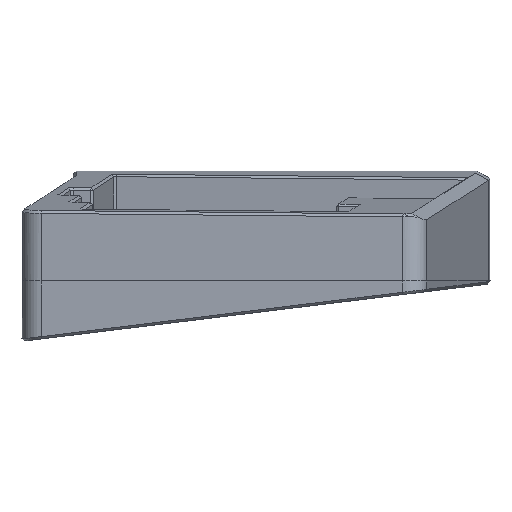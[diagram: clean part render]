
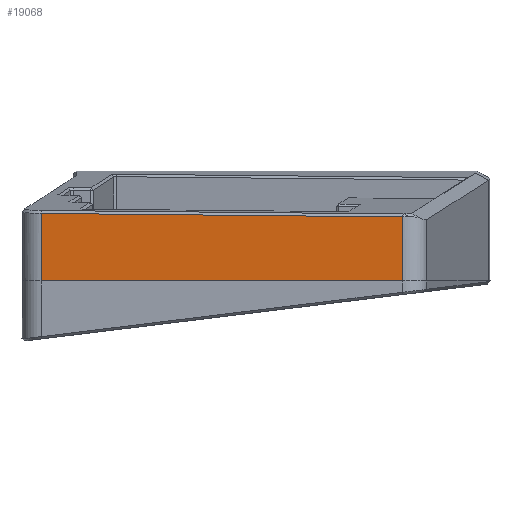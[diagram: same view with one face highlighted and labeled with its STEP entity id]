
A CAD part, left-side view. The second image highlights one B-rep face of the part: STEP entity #19068.
In plain terms, the highlighted planar face has unit normal (-0.993, 0.122, 0).
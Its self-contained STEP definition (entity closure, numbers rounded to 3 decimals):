
#624=LINE('',#28927,#2805);
#625=LINE('',#28929,#2806);
#626=LINE('',#28931,#2807);
#627=LINE('',#28933,#2808);
#2805=VECTOR('',#21905,10.);
#2806=VECTOR('',#21906,10.);
#2807=VECTOR('',#21907,10.);
#2808=VECTOR('',#21908,10.);
#4912=B_SPLINE_CURVE_WITH_KNOTS('',3,(#28934,#28935,#28936,#28937),
 .UNSPECIFIED.,.F.,.F.,(4,4),(-0.122,-0.121),
 .UNSPECIFIED.);
#5143=FACE_OUTER_BOUND('',#6184,.T.);
#6184=EDGE_LOOP('',(#12935,#12936,#12937,#12938,#12939));
#7887=VERTEX_POINT('',#28925);
#7888=VERTEX_POINT('',#28926);
#7889=VERTEX_POINT('',#28928);
#7890=VERTEX_POINT('',#28930);
#7891=VERTEX_POINT('',#28932);
#9851=EDGE_CURVE('',#7887,#7888,#624,.T.);
#9852=EDGE_CURVE('',#7889,#7887,#625,.T.);
#9853=EDGE_CURVE('',#7889,#7890,#626,.T.);
#9854=EDGE_CURVE('',#7890,#7891,#627,.T.);
#9855=EDGE_CURVE('',#7888,#7891,#4912,.T.);
#12935=ORIENTED_EDGE('',*,*,#9851,.F.);
#12936=ORIENTED_EDGE('',*,*,#9852,.F.);
#12937=ORIENTED_EDGE('',*,*,#9853,.T.);
#12938=ORIENTED_EDGE('',*,*,#9854,.T.);
#12939=ORIENTED_EDGE('',*,*,#9855,.F.);
#18368=PLANE('',#20134);
#19068=ADVANCED_FACE('',(#5143),#18368,.T.);
#20134=AXIS2_PLACEMENT_3D('',#28924,#21903,#21904);
#21903=DIRECTION('center_axis',(-0.993,0.122,0.));
#21904=DIRECTION('ref_axis',(-0.122,-0.993,0.));
#21905=DIRECTION('',(-0.122,-0.993,-0.01));
#21906=DIRECTION('',(0.,0.,1.));
#21907=DIRECTION('',(-0.122,-0.993,0.));
#21908=DIRECTION('',(0.,0.,1.));
#28924=CARTESIAN_POINT('Origin',(0.964,89.605,-9.5));
#28925=CARTESIAN_POINT('',(0.964,89.605,5.237));
#28926=CARTESIAN_POINT('',(-8.717,10.767,4.475));
#28927=CARTESIAN_POINT('',(2.573,102.713,5.364));
#28928=CARTESIAN_POINT('',(0.964,89.605,-9.5));
#28929=CARTESIAN_POINT('',(0.964,89.605,-9.5));
#28930=CARTESIAN_POINT('',(-8.717,10.761,-9.5));
#28931=CARTESIAN_POINT('',(0.964,89.605,-9.5));
#28932=CARTESIAN_POINT('',(-8.717,10.761,4.475));
#28933=CARTESIAN_POINT('',(-8.717,10.761,-9.5));
#28934=CARTESIAN_POINT('Ctrl Pts',(-8.717,10.767,4.475));
#28935=CARTESIAN_POINT('Ctrl Pts',(-8.717,10.765,4.475));
#28936=CARTESIAN_POINT('Ctrl Pts',(-8.717,10.763,4.475));
#28937=CARTESIAN_POINT('Ctrl Pts',(-8.717,10.761,4.475));
